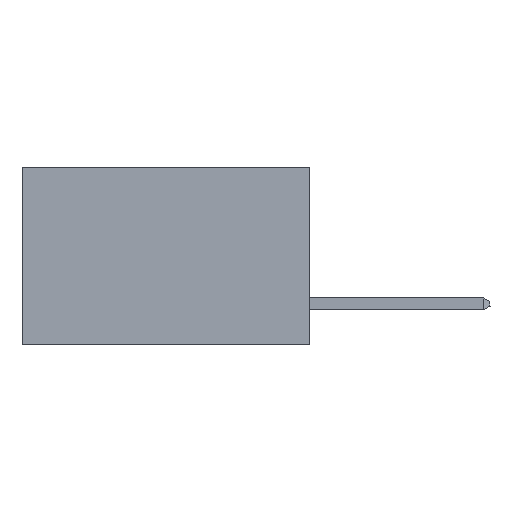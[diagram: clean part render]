
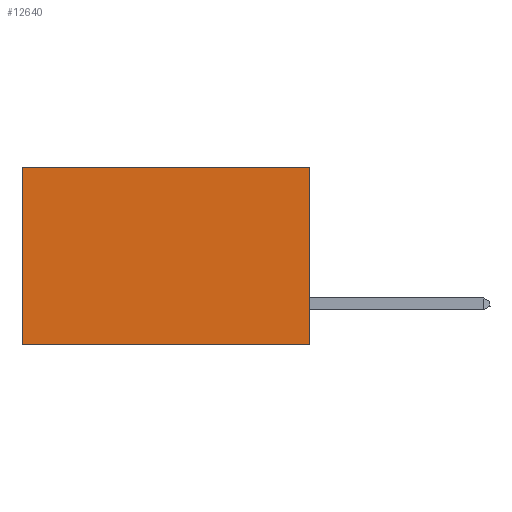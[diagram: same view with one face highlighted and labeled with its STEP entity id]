
A CAD part, left-side view. The second image highlights one B-rep face of the part: STEP entity #12640.
In plain terms, the highlighted planar face has unit normal (-1, 0, 0).
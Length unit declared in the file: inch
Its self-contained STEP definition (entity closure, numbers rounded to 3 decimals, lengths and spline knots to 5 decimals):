
#187 = LINE ( 'NONE', #11951, #3606 ) ;
#194 = CARTESIAN_POINT ( 'NONE',  ( 0.2875, 0., -0.37 ) ) ;
#677 = DIRECTION ( 'NONE',  ( 0., 1., 0. ) ) ;
#807 = EDGE_CURVE ( 'NONE', #2989, #16475, #11583, .T. ) ;
#2631 = VECTOR ( 'NONE', #18969, 39.37008 ) ;
#2989 = VERTEX_POINT ( 'NONE', #4477 ) ;
#3294 = CARTESIAN_POINT ( 'NONE',  ( 0.2875, 0., 0. ) ) ;
#3606 = VECTOR ( 'NONE', #9006, 39.37008 ) ;
#3769 = ORIENTED_EDGE ( 'NONE', *, *, #19015, .T. ) ;
#3918 = EDGE_CURVE ( 'NONE', #4914, #16209, #12881, .T. ) ;
#4170 = CARTESIAN_POINT ( 'NONE',  ( 0.2875, 0.6, 0. ) ) ;
#4477 = CARTESIAN_POINT ( 'NONE',  ( 0.2875, 0., 0. ) ) ;
#4783 = ORIENTED_EDGE ( 'NONE', *, *, #3918, .F. ) ;
#4914 = VERTEX_POINT ( 'NONE', #7707 ) ;
#5200 = CARTESIAN_POINT ( 'NONE',  ( 0.2875, 0.6, -0.37 ) ) ;
#5966 = EDGE_LOOP ( 'NONE', ( #3769, #4783, #7856, #12482 ) ) ;
#6355 = PLANE ( 'NONE',  #15459 ) ;
#7707 = CARTESIAN_POINT ( 'NONE',  ( 0.2875, 0., -0.37 ) ) ;
#7840 = LINE ( 'NONE', #15660, #9081 ) ;
#7856 = ORIENTED_EDGE ( 'NONE', *, *, #10282, .F. ) ;
#9006 = DIRECTION ( 'NONE',  ( 0., 0., -1. ) ) ;
#9081 = VECTOR ( 'NONE', #14302, 39.37008 ) ;
#10282 = EDGE_CURVE ( 'NONE', #2989, #4914, #187, .T. ) ;
#11583 = LINE ( 'NONE', #16414, #16218 ) ;
#11951 = CARTESIAN_POINT ( 'NONE',  ( 0.2875, 0., 0. ) ) ;
#12482 = ORIENTED_EDGE ( 'NONE', *, *, #807, .T. ) ;
#12640 = ADVANCED_FACE ( 'NONE', ( #18664 ), #6355, .F. ) ;
#12675 = DIRECTION ( 'NONE',  ( 1., 0., 0. ) ) ;
#12881 = LINE ( 'NONE', #194, #2631 ) ;
#13079 = DIRECTION ( 'NONE',  ( 0., 0., -1. ) ) ;
#14302 = DIRECTION ( 'NONE',  ( 0., 0., -1. ) ) ;
#15459 = AXIS2_PLACEMENT_3D ( 'NONE', #3294, #12675, #13079 ) ;
#15660 = CARTESIAN_POINT ( 'NONE',  ( 0.2875, 0.6, 0. ) ) ;
#16209 = VERTEX_POINT ( 'NONE', #5200 ) ;
#16218 = VECTOR ( 'NONE', #677, 39.37008 ) ;
#16414 = CARTESIAN_POINT ( 'NONE',  ( 0.2875, 0., 0. ) ) ;
#16475 = VERTEX_POINT ( 'NONE', #4170 ) ;
#18664 = FACE_OUTER_BOUND ( 'NONE', #5966, .T. ) ;
#18969 = DIRECTION ( 'NONE',  ( 0., 1., 0. ) ) ;
#19015 = EDGE_CURVE ( 'NONE', #16475, #16209, #7840, .T. ) ;
